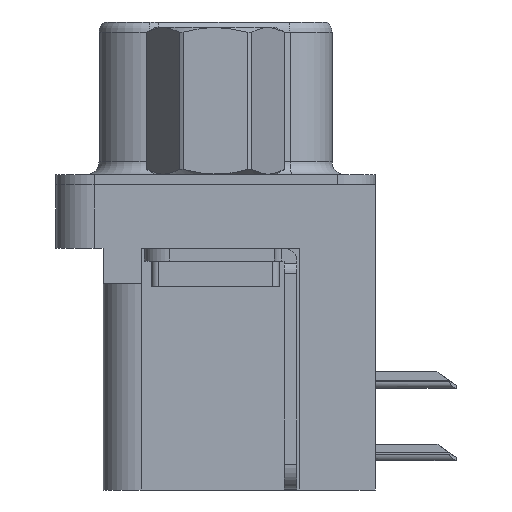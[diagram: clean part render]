
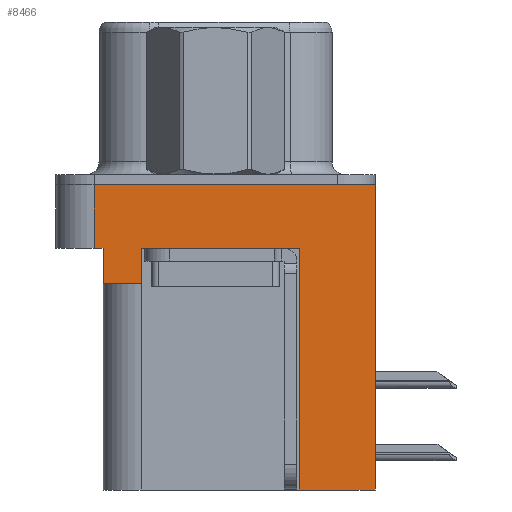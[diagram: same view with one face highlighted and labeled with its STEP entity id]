
A CAD part, left-side view. The second image highlights one B-rep face of the part: STEP entity #8466.
In plain terms, the highlighted planar face has unit normal (-1, 0, 0).
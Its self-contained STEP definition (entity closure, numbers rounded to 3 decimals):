
#238 = EDGE_CURVE ( 'NONE', #15050, #16751, #10061, .T. ) ;
#1208 = LINE ( 'NONE', #8009, #13476 ) ;
#1264 = DIRECTION ( 'NONE',  ( 0., 0., 1. ) ) ;
#1407 = EDGE_CURVE ( 'NONE', #1774, #5841, #19248, .T. ) ;
#1774 = VERTEX_POINT ( 'NONE', #13504 ) ;
#2166 = CARTESIAN_POINT ( 'NONE',  ( -3., 4.775, 0. ) ) ;
#2540 = VERTEX_POINT ( 'NONE', #6515 ) ;
#2684 = VECTOR ( 'NONE', #26213, 1000. ) ;
#2903 = ORIENTED_EDGE ( 'NONE', *, *, #21024, .F. ) ;
#3326 = AXIS2_PLACEMENT_3D ( 'NONE', #12205, #16542, #8077 ) ;
#3487 = VECTOR ( 'NONE', #10114, 1000. ) ;
#3566 = ORIENTED_EDGE ( 'NONE', *, *, #27388, .F. ) ;
#3948 = ORIENTED_EDGE ( 'NONE', *, *, #238, .T. ) ;
#4023 = CARTESIAN_POINT ( 'NONE',  ( -3., 4.775, -2.5 ) ) ;
#4255 = VECTOR ( 'NONE', #13216, 1000. ) ;
#4308 = EDGE_CURVE ( 'NONE', #20882, #20731, #18686, .T. ) ;
#4909 = VERTEX_POINT ( 'NONE', #4023 ) ;
#4926 = ORIENTED_EDGE ( 'NONE', *, *, #14992, .T. ) ;
#5172 = FACE_OUTER_BOUND ( 'NONE', #8119, .T. ) ;
#5841 = VERTEX_POINT ( 'NONE', #9452 ) ;
#6515 = CARTESIAN_POINT ( 'NONE',  ( -3., -3.295, -2.5 ) ) ;
#6714 = CARTESIAN_POINT ( 'NONE',  ( -3., 2.895, -3.9 ) ) ;
#7332 = ORIENTED_EDGE ( 'NONE', *, *, #4308, .F. ) ;
#7612 = LINE ( 'NONE', #15386, #15596 ) ;
#7756 = DIRECTION ( 'NONE',  ( 0., -1., 0. ) ) ;
#7814 = PLANE ( 'NONE',  #3326 ) ;
#8009 = CARTESIAN_POINT ( 'NONE',  ( -3., -3.295, -12. ) ) ;
#8077 = DIRECTION ( 'NONE',  ( 0., 0., 1. ) ) ;
#8119 = EDGE_LOOP ( 'NONE', ( #7332, #13685, #12424, #3566, #2903, #3948, #20188, #26166, #14373, #4926 ) ) ;
#8466 = ADVANCED_FACE ( 'NONE', ( #5172 ), #7814, .T. ) ;
#9452 = CARTESIAN_POINT ( 'NONE',  ( -3., -3.295, -12. ) ) ;
#9887 = DIRECTION ( 'NONE',  ( 0., 1., 0. ) ) ;
#10061 = LINE ( 'NONE', #11753, #2684 ) ;
#10114 = DIRECTION ( 'NONE',  ( 0., -1., 0. ) ) ;
#10616 = DIRECTION ( 'NONE',  ( 0., -1., 0. ) ) ;
#10805 = LINE ( 'NONE', #13684, #15115 ) ;
#11304 = EDGE_CURVE ( 'NONE', #16751, #2540, #7612, .T. ) ;
#11753 = CARTESIAN_POINT ( 'NONE',  ( -3., 2.895, -3.9 ) ) ;
#11903 = CARTESIAN_POINT ( 'NONE',  ( -3., 2.895, -2.5 ) ) ;
#12050 = VERTEX_POINT ( 'NONE', #13544 ) ;
#12205 = CARTESIAN_POINT ( 'NONE',  ( -3., -6.275, -2.5 ) ) ;
#12220 = VECTOR ( 'NONE', #26131, 1000. ) ;
#12424 = ORIENTED_EDGE ( 'NONE', *, *, #13552, .T. ) ;
#12491 = LINE ( 'NONE', #26530, #16497 ) ;
#12942 = DIRECTION ( 'NONE',  ( 0., 0., 1. ) ) ;
#13216 = DIRECTION ( 'NONE',  ( 0., 0., 1. ) ) ;
#13476 = VECTOR ( 'NONE', #20614, 1000. ) ;
#13504 = CARTESIAN_POINT ( 'NONE',  ( -3., -6.275, -12. ) ) ;
#13544 = CARTESIAN_POINT ( 'NONE',  ( -3., 4.425, -2.5 ) ) ;
#13552 = EDGE_CURVE ( 'NONE', #4909, #12050, #12491, .T. ) ;
#13684 = CARTESIAN_POINT ( 'NONE',  ( -3., -6.275, -2.5 ) ) ;
#13685 = ORIENTED_EDGE ( 'NONE', *, *, #21156, .F. ) ;
#14373 = ORIENTED_EDGE ( 'NONE', *, *, #1407, .F. ) ;
#14380 = CARTESIAN_POINT ( 'NONE',  ( -3., -6.275, 0. ) ) ;
#14992 = EDGE_CURVE ( 'NONE', #1774, #20731, #10805, .T. ) ;
#15050 = VERTEX_POINT ( 'NONE', #6714 ) ;
#15115 = VECTOR ( 'NONE', #1264, 1000. ) ;
#15360 = CARTESIAN_POINT ( 'NONE',  ( -3., 4.425, -3.9 ) ) ;
#15386 = CARTESIAN_POINT ( 'NONE',  ( -3., -6.275, -2.5 ) ) ;
#15531 = EDGE_CURVE ( 'NONE', #5841, #2540, #1208, .T. ) ;
#15596 = VECTOR ( 'NONE', #10616, 1000. ) ;
#15765 = CARTESIAN_POINT ( 'NONE',  ( -3., -6.275, 0. ) ) ;
#16497 = VECTOR ( 'NONE', #7756, 1000. ) ;
#16542 = DIRECTION ( 'NONE',  ( -1., 0., 0. ) ) ;
#16751 = VERTEX_POINT ( 'NONE', #11903 ) ;
#17072 = LINE ( 'NONE', #19137, #20446 ) ;
#18505 = LINE ( 'NONE', #21588, #4255 ) ;
#18686 = LINE ( 'NONE', #14380, #3487 ) ;
#19137 = CARTESIAN_POINT ( 'NONE',  ( -3., 4.425, -3.9 ) ) ;
#19248 = LINE ( 'NONE', #20420, #21543 ) ;
#19822 = VERTEX_POINT ( 'NONE', #25928 ) ;
#20188 = ORIENTED_EDGE ( 'NONE', *, *, #11304, .T. ) ;
#20420 = CARTESIAN_POINT ( 'NONE',  ( -3., -3.295, -12. ) ) ;
#20446 = VECTOR ( 'NONE', #12942, 1000. ) ;
#20614 = DIRECTION ( 'NONE',  ( 0., 0., 1. ) ) ;
#20731 = VERTEX_POINT ( 'NONE', #15765 ) ;
#20882 = VERTEX_POINT ( 'NONE', #2166 ) ;
#21024 = EDGE_CURVE ( 'NONE', #15050, #19822, #26741, .T. ) ;
#21156 = EDGE_CURVE ( 'NONE', #4909, #20882, #18505, .T. ) ;
#21543 = VECTOR ( 'NONE', #9887, 1000. ) ;
#21588 = CARTESIAN_POINT ( 'NONE',  ( -3., 4.775, -2.5 ) ) ;
#25928 = CARTESIAN_POINT ( 'NONE',  ( -3., 4.425, -3.9 ) ) ;
#26131 = DIRECTION ( 'NONE',  ( 0., 1., 0. ) ) ;
#26166 = ORIENTED_EDGE ( 'NONE', *, *, #15531, .F. ) ;
#26213 = DIRECTION ( 'NONE',  ( 0., 0., 1. ) ) ;
#26530 = CARTESIAN_POINT ( 'NONE',  ( -3., -6.275, -2.5 ) ) ;
#26741 = LINE ( 'NONE', #15360, #12220 ) ;
#27388 = EDGE_CURVE ( 'NONE', #19822, #12050, #17072, .T. ) ;
